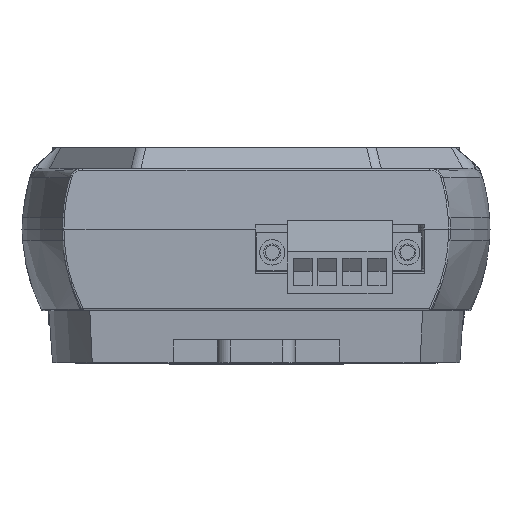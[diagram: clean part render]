
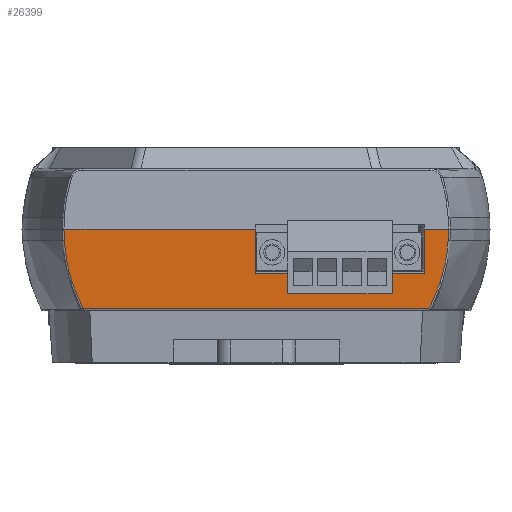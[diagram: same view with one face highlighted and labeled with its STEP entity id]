
A CAD part, front view. The second image highlights one B-rep face of the part: STEP entity #26399.
In plain terms, the highlighted face is planar.
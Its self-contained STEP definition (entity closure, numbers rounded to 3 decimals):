
#941 = EDGE_CURVE ( 'NONE', #25153, #123500, #50433, .T. ) ;
#3435 = LINE ( 'NONE', #18925, #34374 ) ;
#4107 = VERTEX_POINT ( 'NONE', #75771 ) ;
#6472 = VECTOR ( 'NONE', #104474, 1000. ) ;
#7865 = CARTESIAN_POINT ( 'NONE',  ( -29.55, 50.53, -2.004 ) ) ;
#10414 = B_SPLINE_CURVE_WITH_KNOTS ( 'NONE', 3,
 ( #105548, #32563, #126508, #64028 ),
 .UNSPECIFIED., .F., .F.,
 ( 4, 4 ),
 ( 0., 0.004 ),
 .UNSPECIFIED. ) ;
#12277 = CARTESIAN_POINT ( 'NONE',  ( 0., 50.591, -0.25 ) ) ;
#13065 = CARTESIAN_POINT ( 'NONE',  ( 28.315, 50.302, -8.523 ) ) ;
#15843 = ORIENTED_EDGE ( 'NONE', *, *, #98681, .T. ) ;
#16559 = EDGE_CURVE ( 'NONE', #97703, #59382, #61911, .T. ) ;
#17425 = EDGE_CURVE ( 'NONE', #116818, #107091, #68479, .T. ) ;
#17569 = VERTEX_POINT ( 'NONE', #116440 ) ;
#18925 = CARTESIAN_POINT ( 'NONE',  ( -25.878, 50.6, 0. ) ) ;
#19404 = CARTESIAN_POINT ( 'NONE',  ( 29.591, 50.591, -0.25 ) ) ;
#25153 = VERTEX_POINT ( 'NONE', #26481 ) ;
#25440 = CARTESIAN_POINT ( 'NONE',  ( 0., 50.163, -12.51 ) ) ;
#26399 = ADVANCED_FACE ( 'NONE', ( #113887 ), #105082, .T. ) ;
#26481 = CARTESIAN_POINT ( 'NONE',  ( -26.66, 50.163, -12.51 ) ) ;
#30469 = CARTESIAN_POINT ( 'NONE',  ( -29.001, 50.376, -6.402 ) ) ;
#31843 = ORIENTED_EDGE ( 'NONE', *, *, #122645, .T. ) ;
#32563 = CARTESIAN_POINT ( 'NONE',  ( 27.871, 50.254, -9.898 ) ) ;
#33186 = DIRECTION ( 'NONE',  ( 1., 0., 0. ) ) ;
#33965 = ORIENTED_EDGE ( 'NONE', *, *, #38142, .T. ) ;
#34374 = VECTOR ( 'NONE', #133833, 1000. ) ;
#35804 = LINE ( 'NONE', #65755, #88024 ) ;
#38142 = EDGE_CURVE ( 'NONE', #123500, #17569, #83926, .T. ) ;
#39162 = CARTESIAN_POINT ( 'NONE',  ( -29.591, 50.591, -0.25 ) ) ;
#39528 = EDGE_CURVE ( 'NONE', #107091, #89413, #3435, .T. ) ;
#40268 = CARTESIAN_POINT ( 'NONE',  ( 29.564, 50.55, -1.419 ) ) ;
#40367 = CARTESIAN_POINT ( 'NONE',  ( 26.66, 50.163, -12.51 ) ) ;
#40670 = VECTOR ( 'NONE', #123308, 1000. ) ;
#42932 = CARTESIAN_POINT ( 'NONE',  ( 0., 50.6, 0. ) ) ;
#47245 = DIRECTION ( 'NONE',  ( -1., 0., 0. ) ) ;
#49230 = CARTESIAN_POINT ( 'NONE',  ( -29.564, 50.55, -1.419 ) ) ;
#50433 = B_SPLINE_CURVE_WITH_KNOTS ( 'NONE', 3,
 ( #74483, #91839, #82729, #81813 ),
 .UNSPECIFIED., .F., .F.,
 ( 4, 4 ),
 ( 0., 0.005 ),
 .UNSPECIFIED. ) ;
#51371 = CARTESIAN_POINT ( 'NONE',  ( -29.413, 50.452, -4.229 ) ) ;
#53493 = DIRECTION ( 'NONE',  ( 0., 0.035, 0.999 ) ) ;
#56873 = CARTESIAN_POINT ( 'NONE',  ( -25.878, 50.354, -7.05 ) ) ;
#59382 = VERTEX_POINT ( 'NONE', #95089 ) ;
#59617 = ORIENTED_EDGE ( 'NONE', *, *, #941, .T. ) ;
#61198 = VERTEX_POINT ( 'NONE', #40367 ) ;
#61650 = AXIS2_PLACEMENT_3D ( 'NONE', #42932, #115978, #53493 ) ;
#61911 = LINE ( 'NONE', #83465, #6472 ) ;
#64028 = CARTESIAN_POINT ( 'NONE',  ( 26.66, 50.163, -12.51 ) ) ;
#64979 = B_SPLINE_CURVE_WITH_KNOTS ( 'NONE', 3,
 ( #7865, #49230, #101748, #39162 ),
 .UNSPECIFIED., .F., .F.,
 ( 4, 4 ),
 ( 0., 0.002 ),
 .UNSPECIFIED. ) ;
#65755 = CARTESIAN_POINT ( 'NONE',  ( 0., 50.354, -7.05 ) ) ;
#66226 = ORIENTED_EDGE ( 'NONE', *, *, #79687, .T. ) ;
#68479 = LINE ( 'NONE', #133372, #40670 ) ;
#70364 = VECTOR ( 'NONE', #33186, 1000. ) ;
#70942 = CARTESIAN_POINT ( 'NONE',  ( 29.55, 50.53, -2.004 ) ) ;
#72250 = ORIENTED_EDGE ( 'NONE', *, *, #128033, .T. ) ;
#74483 = CARTESIAN_POINT ( 'NONE',  ( -26.66, 50.163, -12.51 ) ) ;
#74817 = EDGE_CURVE ( 'NONE', #17569, #116818, #64979, .T. ) ;
#75463 = CARTESIAN_POINT ( 'NONE',  ( 29.001, 50.376, -6.402 ) ) ;
#75771 = CARTESIAN_POINT ( 'NONE',  ( 28.315, 50.302, -8.523 ) ) ;
#76268 = DIRECTION ( 'NONE',  ( 1., 0., 0. ) ) ;
#79687 = EDGE_CURVE ( 'NONE', #89413, #97703, #35804, .T. ) ;
#81813 = CARTESIAN_POINT ( 'NONE',  ( -28.315, 50.302, -8.523 ) ) ;
#82103 = ORIENTED_EDGE ( 'NONE', *, *, #16559, .T. ) ;
#82729 = CARTESIAN_POINT ( 'NONE',  ( -27.871, 50.254, -9.898 ) ) ;
#83465 = CARTESIAN_POINT ( 'NONE',  ( 0.152, 50.6, 0. ) ) ;
#83926 = B_SPLINE_CURVE_WITH_KNOTS ( 'NONE', 3,
 ( #103443, #30469, #51371, #124387 ),
 .UNSPECIFIED., .F., .F.,
 ( 4, 4 ),
 ( 0., 0.007 ),
 .UNSPECIFIED. ) ;
#88024 = VECTOR ( 'NONE', #76268, 1000. ) ;
#89413 = VERTEX_POINT ( 'NONE', #56873 ) ;
#91839 = CARTESIAN_POINT ( 'NONE',  ( -27.318, 50.208, -11.227 ) ) ;
#94107 = ORIENTED_EDGE ( 'NONE', *, *, #39528, .T. ) ;
#95089 = CARTESIAN_POINT ( 'NONE',  ( 0.152, 50.591, -0.25 ) ) ;
#95815 = B_SPLINE_CURVE_WITH_KNOTS ( 'NONE', 3,
 ( #106479, #116964, #75463, #13065 ),
 .UNSPECIFIED., .F., .F.,
 ( 4, 4 ),
 ( 0., 0.007 ),
 .UNSPECIFIED. ) ;
#97506 = VECTOR ( 'NONE', #47245, 1000. ) ;
#97703 = VERTEX_POINT ( 'NONE', #128342 ) ;
#98245 = CARTESIAN_POINT ( 'NONE',  ( -28.315, 50.302, -8.523 ) ) ;
#98302 = EDGE_LOOP ( 'NONE', ( #66226, #82103, #15843, #115882, #72250, #31843, #99932, #59617, #33965, #126404, #126736, #94107 ) ) ;
#98681 = EDGE_CURVE ( 'NONE', #59382, #123679, #125853, .T. ) ;
#99075 = VERTEX_POINT ( 'NONE', #70942 ) ;
#99932 = ORIENTED_EDGE ( 'NONE', *, *, #101463, .T. ) ;
#101463 = EDGE_CURVE ( 'NONE', #61198, #25153, #125217, .T. ) ;
#101748 = CARTESIAN_POINT ( 'NONE',  ( -29.577, 50.571, -0.835 ) ) ;
#102851 = CARTESIAN_POINT ( 'NONE',  ( 29.577, 50.571, -0.835 ) ) ;
#103443 = CARTESIAN_POINT ( 'NONE',  ( -28.315, 50.302, -8.523 ) ) ;
#104474 = DIRECTION ( 'NONE',  ( 0., 0.035, 0.999 ) ) ;
#105082 = PLANE ( 'NONE',  #61650 ) ;
#105548 = CARTESIAN_POINT ( 'NONE',  ( 28.315, 50.302, -8.523 ) ) ;
#106479 = CARTESIAN_POINT ( 'NONE',  ( 29.55, 50.53, -2.004 ) ) ;
#106771 = CARTESIAN_POINT ( 'NONE',  ( -25.878, 50.591, -0.25 ) ) ;
#107091 = VERTEX_POINT ( 'NONE', #106771 ) ;
#112270 = CARTESIAN_POINT ( 'NONE',  ( 29.591, 50.591, -0.25 ) ) ;
#113291 = CARTESIAN_POINT ( 'NONE',  ( 29.55, 50.53, -2.004 ) ) ;
#113689 = CARTESIAN_POINT ( 'NONE',  ( -29.591, 50.591, -0.25 ) ) ;
#113887 = FACE_OUTER_BOUND ( 'NONE', #98302, .T. ) ;
#115882 = ORIENTED_EDGE ( 'NONE', *, *, #118641, .T. ) ;
#115978 = DIRECTION ( 'NONE',  ( 0., 0.999, -0.035 ) ) ;
#116440 = CARTESIAN_POINT ( 'NONE',  ( -29.55, 50.53, -2.004 ) ) ;
#116454 = B_SPLINE_CURVE_WITH_KNOTS ( 'NONE', 3,
 ( #19404, #102851, #40268, #113291 ),
 .UNSPECIFIED., .F., .F.,
 ( 4, 4 ),
 ( 0., 0.002 ),
 .UNSPECIFIED. ) ;
#116818 = VERTEX_POINT ( 'NONE', #113689 ) ;
#116964 = CARTESIAN_POINT ( 'NONE',  ( 29.413, 50.452, -4.229 ) ) ;
#118641 = EDGE_CURVE ( 'NONE', #123679, #99075, #116454, .T. ) ;
#122645 = EDGE_CURVE ( 'NONE', #4107, #61198, #10414, .T. ) ;
#123308 = DIRECTION ( 'NONE',  ( 1., 0., 0. ) ) ;
#123500 = VERTEX_POINT ( 'NONE', #98245 ) ;
#123679 = VERTEX_POINT ( 'NONE', #112270 ) ;
#124387 = CARTESIAN_POINT ( 'NONE',  ( -29.55, 50.53, -2.004 ) ) ;
#125217 = LINE ( 'NONE', #25440, #97506 ) ;
#125853 = LINE ( 'NONE', #12277, #70364 ) ;
#126404 = ORIENTED_EDGE ( 'NONE', *, *, #74817, .T. ) ;
#126508 = CARTESIAN_POINT ( 'NONE',  ( 27.318, 50.208, -11.227 ) ) ;
#126736 = ORIENTED_EDGE ( 'NONE', *, *, #17425, .T. ) ;
#128033 = EDGE_CURVE ( 'NONE', #99075, #4107, #95815, .T. ) ;
#128342 = CARTESIAN_POINT ( 'NONE',  ( 0.152, 50.354, -7.05 ) ) ;
#133372 = CARTESIAN_POINT ( 'NONE',  ( 0., 50.591, -0.25 ) ) ;
#133833 = DIRECTION ( 'NONE',  ( 0., -0.035, -0.999 ) ) ;
